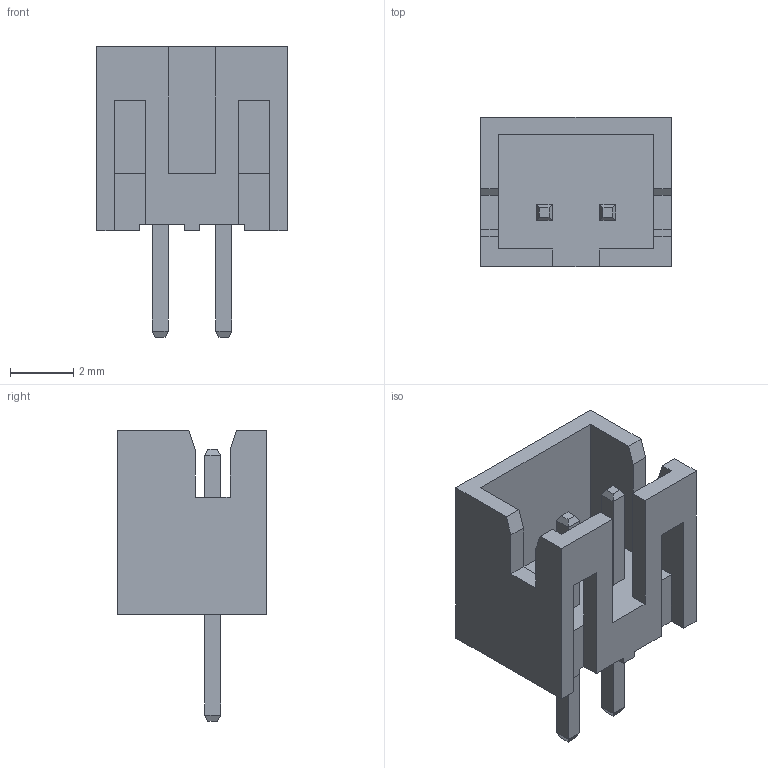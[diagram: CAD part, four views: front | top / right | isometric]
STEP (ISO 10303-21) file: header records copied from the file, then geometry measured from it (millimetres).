
FILE_DESCRIPTION(/* description */ ('STEP AP242','CAx-IF Rec.Pracs.---Representation and Presentation of Product Manufacturing Information (PMI)---4.0---2014-10-13','CAx-IF Rec.Pracs.---3D Tessellated Geometry---0.4---2014-09-14','2;1'),/* implementation_level */ '2;1');
FILE_NAME(/* name */ '66d7a96c2efc324678da5954',/* time_stamp */ '2024-09-04T00:27:24Z',/* author */ (''),/* organization */ (''),/* preprocessor_version */ 'ST-DEVELOPER v20',/* originating_system */ ' ',/* authorisation */ ' ');
FILE_SCHEMA (('AP242_MANAGED_MODEL_BASED_3D_ENGINEERING_MIM_LF { 1 0 10303 442 1 1 4 }'));
Length unit declared in the file: metre
Products named in the file (3): Body; Pin 1; Pin 2
Bounding box: 6 x 4.7 x 9.16 mm (x, y, z)
Volume: 81.6 mm3; surface area: 279 mm2
Topology: 3 solids, 3 shells, 78 faces, 210 edges, 134 vertices
Faces by surface type: plane 78
Entity records: 2459 total; most frequent: CARTESIAN_POINT 425, ORIENTED_EDGE 420, DIRECTION 372, EDGE_CURVE 210, LINE 210, VECTOR 210, VERTEX_POINT 134, EDGE_LOOP 82
